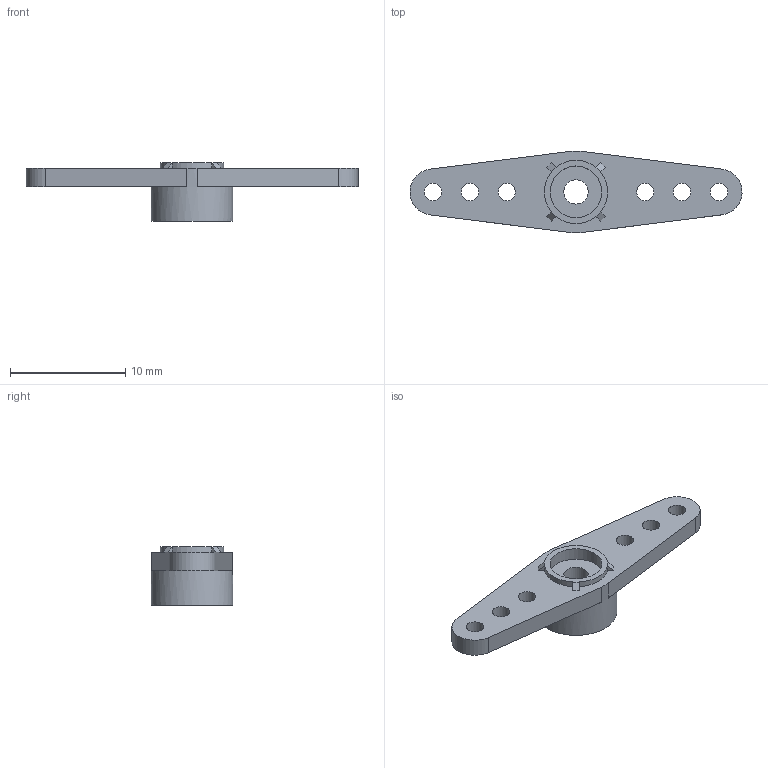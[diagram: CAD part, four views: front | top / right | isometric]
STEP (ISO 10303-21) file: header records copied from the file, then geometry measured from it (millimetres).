
FILE_DESCRIPTION(('FreeCAD Model'),'2;1');
FILE_NAME('Open CASCADE Shape Model','2024-10-10T10:07:52',(''),(''), 'Open CASCADE STEP processor 7.6','FreeCAD','Unknown');
FILE_SCHEMA(('AUTOMOTIVE_DESIGN { 1 0 10303 214 1 1 1 1 }'));
Length unit declared in the file: millimetre
Products named in the file (1): BrasDouble
Bounding box: 28.79 x 7.1 x 5.1 mm (x, y, z)
Volume: 286.8 mm3; surface area: 588.4 mm2
Topology: 1 solids, 1 shells, 101 faces, 290 edges, 194 vertices
Faces by surface type: plane 65, cylinder 36
Full cylindrical faces by diameter (mm): 1.5 x6, 2.1 x1, 4.5 x1, 7.1 x1
Entity records: 7060 total; most frequent: CARTESIAN_POINT 1343, DIRECTION 1030, LINE 603, VECTOR 603, ORIENTED_EDGE 580, PCURVE 580, DEFINITIONAL_REPRESENTATION 580, EDGE_CURVE 290
